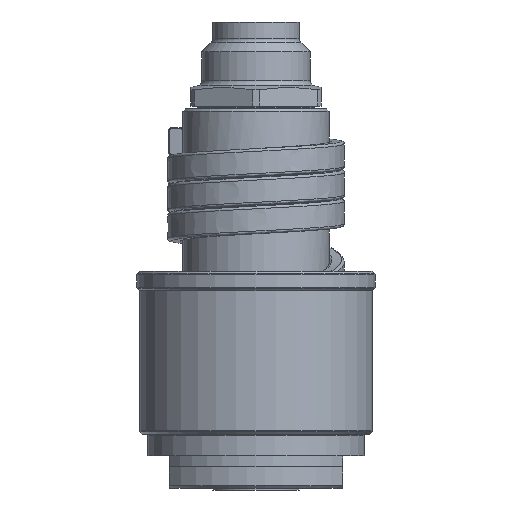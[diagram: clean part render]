
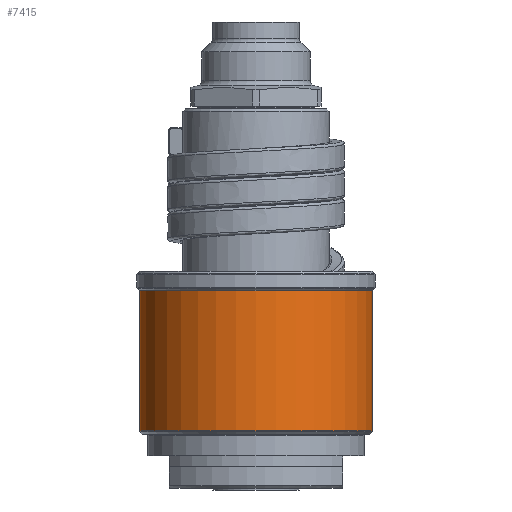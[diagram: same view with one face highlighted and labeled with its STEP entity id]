
A CAD part, front view. The second image highlights one B-rep face of the part: STEP entity #7415.
In plain terms, the highlighted cylindrical face has radius 21.5 mm (diameter 43 mm), a partial arc.
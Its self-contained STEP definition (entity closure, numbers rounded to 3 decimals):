
#1313=CARTESIAN_POINT('',(0.,0.,10.583));
#1314=DIRECTION('',(0.,0.,1.));
#1315=DIRECTION('',(-1.,0.,0.));
#1316=AXIS2_PLACEMENT_3D('',#1313,#1314,#1315);
#1318=DIRECTION('',(0.,0.,-1.));
#1319=VECTOR('',#1318,25.834);
#1320=CARTESIAN_POINT('',(-21.5,0.,36.417));
#1321=LINE('',#1320,#1319);
#1322=CARTESIAN_POINT('',(0.,0.,36.417));
#1323=DIRECTION('',(0.,0.,1.));
#1324=DIRECTION('',(-1.,0.,0.));
#1325=AXIS2_PLACEMENT_3D('',#1322,#1323,#1324);
#1327=DIRECTION('',(0.,0.,-1.));
#1328=VECTOR('',#1327,25.834);
#1329=CARTESIAN_POINT('',(21.5,0.,36.417));
#1330=LINE('',#1329,#1328);
#5317=CARTESIAN_POINT('',(21.5,0.,36.417));
#5318=CARTESIAN_POINT('',(-21.5,0.,36.417));
#5319=VERTEX_POINT('',#5317);
#5320=VERTEX_POINT('',#5318);
#5343=CARTESIAN_POINT('',(21.5,0.,10.583));
#5344=VERTEX_POINT('',#5343);
#5345=CARTESIAN_POINT('',(-21.5,0.,10.583));
#5346=VERTEX_POINT('',#5345);
#7401=CARTESIAN_POINT('',(0.,0.,8.5));
#7402=DIRECTION('',(0.,0.,1.));
#7403=DIRECTION('',(-1.,0.,0.));
#7404=AXIS2_PLACEMENT_3D('',#7401,#7402,#7403);
#7405=CYLINDRICAL_SURFACE('',#7404,21.5);
#7407=ORIENTED_EDGE('',*,*,#7406,.F.);
#7409=ORIENTED_EDGE('',*,*,#7408,.F.);
#7410=ORIENTED_EDGE('',*,*,#7391,.T.);
#7412=ORIENTED_EDGE('',*,*,#7411,.T.);
#7413=EDGE_LOOP('',(#7407,#7409,#7410,#7412));
#7414=FACE_OUTER_BOUND('',#7413,.F.);
#1317=CIRCLE('',#1316,21.5);
#1326=CIRCLE('',#1325,21.5);
#7391=EDGE_CURVE('',#5320,#5319,#1326,.T.);
#7406=EDGE_CURVE('',#5346,#5344,#1317,.T.);
#7408=EDGE_CURVE('',#5320,#5346,#1321,.T.);
#7411=EDGE_CURVE('',#5319,#5344,#1330,.T.);
#7415=ADVANCED_FACE('',(#7414),#7405,.T.);
